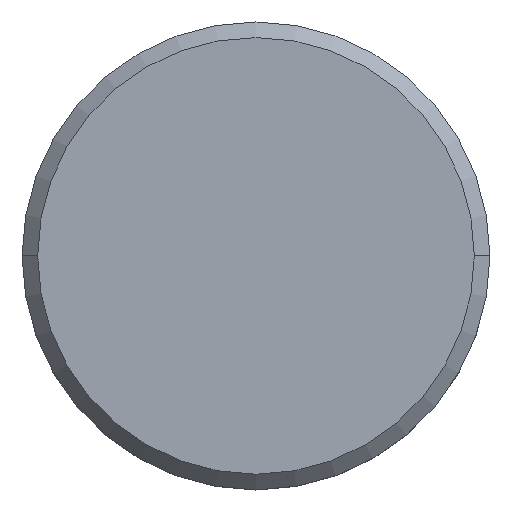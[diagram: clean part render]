
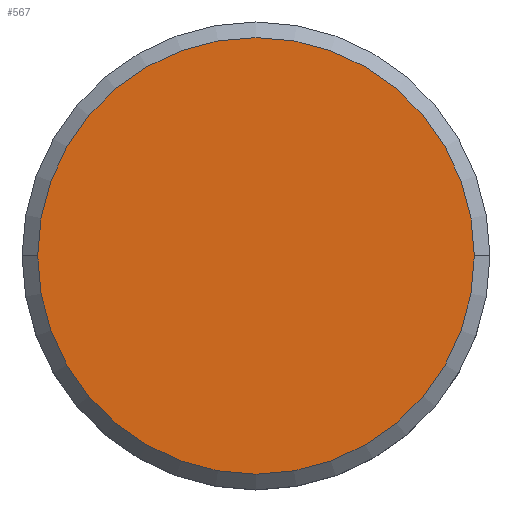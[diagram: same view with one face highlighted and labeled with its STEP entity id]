
A CAD part, top view. The second image highlights one B-rep face of the part: STEP entity #567.
In plain terms, the highlighted planar face has unit normal (0, 0, 1).
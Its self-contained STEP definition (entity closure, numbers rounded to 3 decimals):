
#15 = DIRECTION ( 'NONE',  ( 0., 0., 1. ) ) ;
#27 = CARTESIAN_POINT ( 'NONE',  ( 0., 0., 0. ) ) ;
#95 = VERTEX_POINT ( 'NONE', #383 ) ;
#111 = DIRECTION ( 'NONE',  ( 1., 0., 0. ) ) ;
#121 = DIRECTION ( 'NONE',  ( 1., 0., 0. ) ) ;
#122 = DIRECTION ( 'NONE',  ( 0., 0., 1. ) ) ;
#164 = CIRCLE ( 'NONE', #175, 7. ) ;
#175 = AXIS2_PLACEMENT_3D ( 'NONE', #27, #584, #111 ) ;
#214 = AXIS2_PLACEMENT_3D ( 'NONE', #582, #15, #121 ) ;
#218 = CARTESIAN_POINT ( 'NONE',  ( 0., 0., 0. ) ) ;
#241 = AXIS2_PLACEMENT_3D ( 'NONE', #218, #122, #474 ) ;
#256 = EDGE_CURVE ( 'NONE', #403, #95, #548, .T. ) ;
#270 = EDGE_CURVE ( 'NONE', #95, #403, #164, .T. ) ;
#271 = CARTESIAN_POINT ( 'NONE',  ( -7., 0., 0. ) ) ;
#272 = EDGE_LOOP ( 'NONE', ( #315, #465 ) ) ;
#315 = ORIENTED_EDGE ( 'NONE', *, *, #256, .T. ) ;
#383 = CARTESIAN_POINT ( 'NONE',  ( 7., 0., 0. ) ) ;
#389 = PLANE ( 'NONE',  #214 ) ;
#403 = VERTEX_POINT ( 'NONE', #271 ) ;
#465 = ORIENTED_EDGE ( 'NONE', *, *, #270, .T. ) ;
#474 = DIRECTION ( 'NONE',  ( 1., 0., 0. ) ) ;
#479 = FACE_OUTER_BOUND ( 'NONE', #272, .T. ) ;
#548 = CIRCLE ( 'NONE', #241, 7. ) ;
#567 = ADVANCED_FACE ( 'NONE', ( #479 ), #389, .T. ) ;
#582 = CARTESIAN_POINT ( 'NONE',  ( 0., 0., 0. ) ) ;
#584 = DIRECTION ( 'NONE',  ( 0., 0., 1. ) ) ;
